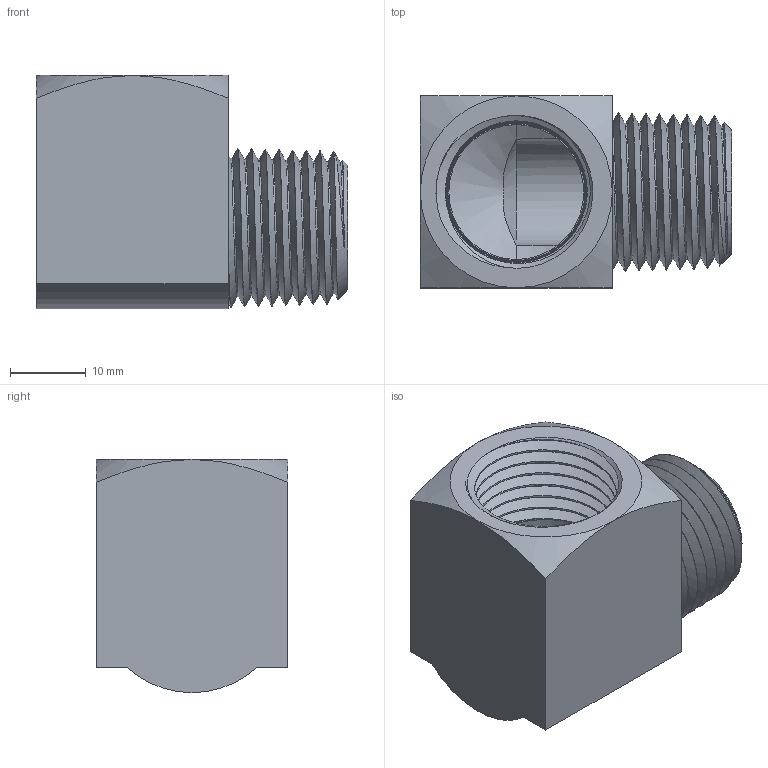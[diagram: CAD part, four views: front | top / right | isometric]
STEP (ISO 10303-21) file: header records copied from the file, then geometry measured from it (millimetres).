
FILE_DESCRIPTION(/* description */ (''),/* implementation_level */ '2;1');
FILE_NAME(/* name */ '116-N4.stp',/* time_stamp */ '2024-01-23T10:05:14-05:00',/* author */ ('esanner'),/* organization */ (''),/* preprocessor_version */ 'ST-DEVELOPER v19',/* originating_system */ 'AutoCAD Mechanical',/* authorisation */ '');
FILE_SCHEMA (('AUTOMOTIVE_DESIGN { 1 0 10303 214 3 1 1 }'));
Length unit declared in the file: millimetre
Products named in the file (2): Product; 116-N4
Assembly tree (1 placements, depth 2):
  Product
    116-N4
Bounding box: 41.19 x 25.4 x 30.86 mm (x, y, z)
Volume: 13274.9 mm3; surface area: 8301.1 mm2
Topology: 1 solids, 1 shells, 61 faces, 170 edges, 113 vertices
Faces by surface type: cone 42, plane 9, bspline 6, cylinder 4
Full cylindrical faces by diameter (mm): 14.224 x1, 17.859 x1
Entity records: 11115 total; most frequent: CARTESIAN_POINT 9683, ORIENTED_EDGE 344, DIRECTION 214, EDGE_CURVE 172, VERTEX_POINT 115, B_SPLINE_CURVE_WITH_KNOTS 90, AXIS2_PLACEMENT_3D 82, EDGE_LOOP 65
